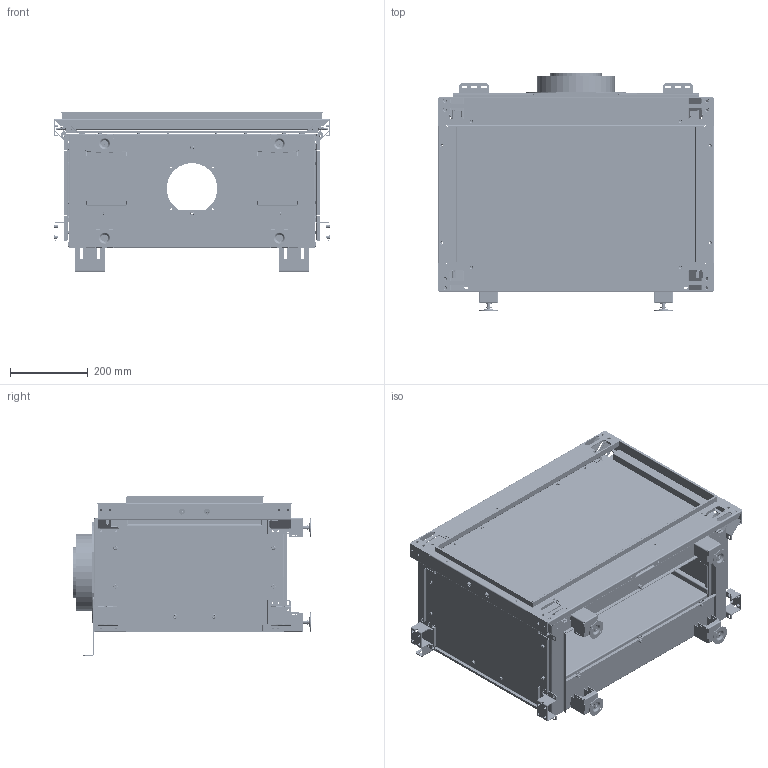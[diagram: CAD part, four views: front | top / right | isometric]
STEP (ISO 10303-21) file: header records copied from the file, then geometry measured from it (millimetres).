
FILE_DESCRIPTION (( 'STEP AP214' ), '1' );
FILE_NAME ('Fire_Assembly_BM-650-Bay-Front.STEP', '2026-01-15T12:22:29', ( '' ), ( '' ), 'SwSTEP 2.0', 'SolidWorks 2025', '' );
FILE_SCHEMA (( 'AUTOMOTIVE_DESIGN' ));
Length unit declared in the file: millimetre
Products named in the file (56): Fire_Assy_Peis_03_Vision Line Superior 65 Front inc Flue Sample - Simplified for STEP; Firebox_Duct_Infill_LH_Peis_03_VLS 65 LH; M8_Nutsert; M5_Machine_Screw_Cross_Hd_M5 x 25 Pan Hd (Cross) Machine Screw SS; Window_Clamp_Top_Peis_01; Flue_Gasket_Inner_DuraVent_5Inch; M6_Hexsert_M6 Hexsert; Window_Blank_Weldment_Peis_01_Bay_VLS 65 Lining LH; Front_Sub-Assy_Peis_03; Frame_Support_Bracket_1100_5S_VLS 65; Delayed_Ignition_Sub-Assy_Top_Peis_03; Firebox_Inner_Sub-Assy_Peis_03_650 Bay inc Flue Sample; Glass_Panel_Peisselskabet_Front Panel Peisselskabet VL Superior 65; Flue_Gasket_Outer_DuraVent_8_Inch; Firebox_Weldment_Peis_03_650 Bay inc Flue Sample; Front_Folding_Peis_03; Firebox_Strengtheining_Rib_Peis_03; Flue_Connection_Kit_Bofill_130-200 85 Offset (Peis Bay) - Adaptor Supressed for STEP; Flue_Adapter_Assy_Non-DuraVent_Ø200_Flue Outer Ring Ø200 x 40 Bofill; Window_Blank_End_Folding_Bottom_Peis_01_Bay; Flue_Adapter_Assy_Non-DuraVent_Ø130_Flue Inner Ø130 x 140 lg Bofill; Window_Blank_Weldment_Peis_01_Bay_VLS 65 Lining RH; Frame_Support_Bracket_Rear_Peis_01_VL65; Fixing_Bracket_Peis_02; Lining_Clamp_Lower_Peis_01; M8_Adjustable_Metal_Feet_Ø50 M8 x 50 Bolt Down; Window_Trim_Peis_03_Front VL65 Front Frame; Firebox_Strengtheining_Rib_Peis_03_Centre; Frame_Support_Bracket_Assy_Corner_P_VLS 65; Firebox_Rear_Folding_Peis_03_650 Bay inc Flue Sample; Frame_Front_Folding_Peis_03_Front VL65 Front (Only); Flue_Adapter_Non-DuraVent_Ø200; Foot_Folding_Peis_01_50 Long; M5_Hex_Hd_Flange_Bolt_M5 x 12 Hex Hd Flange Bolt; Firebox_Inner_Folding_Peis_03_650 Bay inc Flue Sample; Foot_Sub-Assy_Peis_01_50 Long; Delayed_Ignition_Flap_Top_Peis_03; Window_Blank_End_Folding_Top_Peis_01_Bay; Firebox_Rear_Sub-Assy_Peis_03_650 Bay inc Flue Sample; Frame_Support_Bracket_Corner_P_VLS 65 ...
Assembly tree (191 placements, depth 5):
  Fire_Assembly_BM-650-Bay-Front
    Fire_Assy_Peis_03_Vision Line Superior 65 Front inc Flue Sample - Simplified for STEP
      Firebox_Weldment_Peis_03_650 Bay inc Flue Sample
        Front_Sub-Assy_Peis_03
          Front_Folding_Peis_03
          M6_Hexsert_M6 Hexsert  x3
          M5_Hexsert_M5 Hexsert  x24
        Firebox_Inner_Sub-Assy_Peis_03_650 Bay inc Flue Sample
          Firebox_Inner_Folding_Peis_03_650 Bay inc Flue Sample
          Firebox_Strengtheining_Rib_Peis_03_Centre
          Firebox_Strengtheining_Rib_Peis_03  x2
          M5_Hexsert_M5 Hexsert  x36
          M5_PEM_Fixing_M5x10 PEM Fixing  x8
        Firebox_Rear_Sub-Assy_Peis_03_650 Bay inc Flue Sample
          Firebox_Rear_Folding_Peis_03_650 Bay inc Flue Sample
          M6_Hexsert_M6 Hexsert  x7
          M5_Hexsert_M5 Hexsert  x8
        Firebox_Duct_Infill_LH_Peis_03_VLS 65 LH
        Firebox_Duct_Infill_RH_Peis_03_VLS 65 RH
        Foot_Sub-Assy_Peis_01_50 Long  x4
          Foot_Folding_Peis_01_50 Long
          M8_Nutsert
      Fixing_Bracket_Peis_02  x2
      M8_Adjustable_Metal_Feet_Ø50 M8 x 50 Bolt Down  x4
      Flue_Gasket_Outer_DuraVent_8_Inch
      Flue_Gasket_Inner_DuraVent_5Inch
      Flue_Connection_Kit_Bofill_130-200 85 Offset (Peis Bay) - Adaptor Supressed for STEP
        Flue_Adapter_Assy_Non-DuraVent_Ø200_Flue Outer Ring Ø200 x 40 Bofill
          Flue_Adapter_Non-DuraVent_Ø200
          Flue_Outer_Ring_Ø200_Flue Outer Ring Ø200 x 40 Bofill
        Flue_Adapter_Assy_Non-DuraVent_Ø130_Flue Inner Ø130 x 140 lg Bofill
          Flue_Adapter_Non-DuraVent_Ø130_Bofill
          Flue_Inner_Ø130_Non-DuraVent_Adapter_Flue Inner Ø130 x 140 lg Bofill
      Glass_Panel_Peisselskabet_Front Panel Peisselskabet VL Superior 65
      Delayed_Ignition_Sub-Assy_Top_Peis_03  x2
        Delayed_Ignition_Flap_Top_Peis_03
        Delayed_Ignition_Gasket_Top_Peis_03
      Frame_Support_Bracket_Assy_Corner_P_VLS 65  x2
        Frame_Support_Bracket_Corner_P_VLS 65
        M5_Hexsert_M5 Hexsert
        M4_Hexsert_M4 Hexsert
      Frame_Support_Bracket_Assy_1100_5S_VLS 65  x2
        Frame_Support_Bracket_1100_5S_VLS 65
        M5_Hexsert_M5 Hexsert
      Frame_Support_Assy_Rear_Peis_01_VL65  x4
        Frame_Support_Bracket_Rear_Peis_01_VL65
        M5_Hexsert_M5 Hexsert
    Window_Blank_Kit_Peis_01_Bay_VLS 65 Lining LH
      Window_Blank_Weldment_Peis_01_Bay_VLS 65 Lining LH
        Window_Blank_Folding_Peis_01_Bay_VLS 65
        Window_Blank_End_Folding_Top_Peis_01_Bay
        Window_Blank_End_Folding_Bottom_Peis_01_Bay
        M5_Hexsert_M5 Hexsert  x2
        Lining_Clamp_Lower_Peis_01
      M5_Hex_Hd_Flange_Bolt_M5 x 12 Hex Hd Flange Bolt  x6
      Window_Clamp_Top_Peis_01
      M5_Machine_Screw_Cross_Hd_M5 x 25 Pan Hd (Cross) Machine Screw SS  x2
    Window_Blank_Kit_Peis_01_Bay_VLS 65 Lining RH
      Window_Blank_Weldment_Peis_01_Bay_VLS 65 Lining RH
        Window_Blank_Folding_Peis_01_Bay_VLS 65
Bounding box: 711 x 613 x 409.5 mm (x, y, z)
Volume: 5755969.7 mm3; surface area: 5336810 mm2
Topology: 200 solids, 200 shells, 13428 faces, 33808 edges, 21042 vertices
Faces by surface type: plane 9043, cylinder 3055, cone 748, torus 324, bspline 250, sphere 8
Entity records: 108899 total; most frequent: CARTESIAN_POINT 21758, ORIENTED_EDGE 17688, DIRECTION 17302, EDGE_CURVE 8844, LINE 6870, VECTOR 6870, VERTEX_POINT 5477, AXIS2_PLACEMENT_3D 5216
